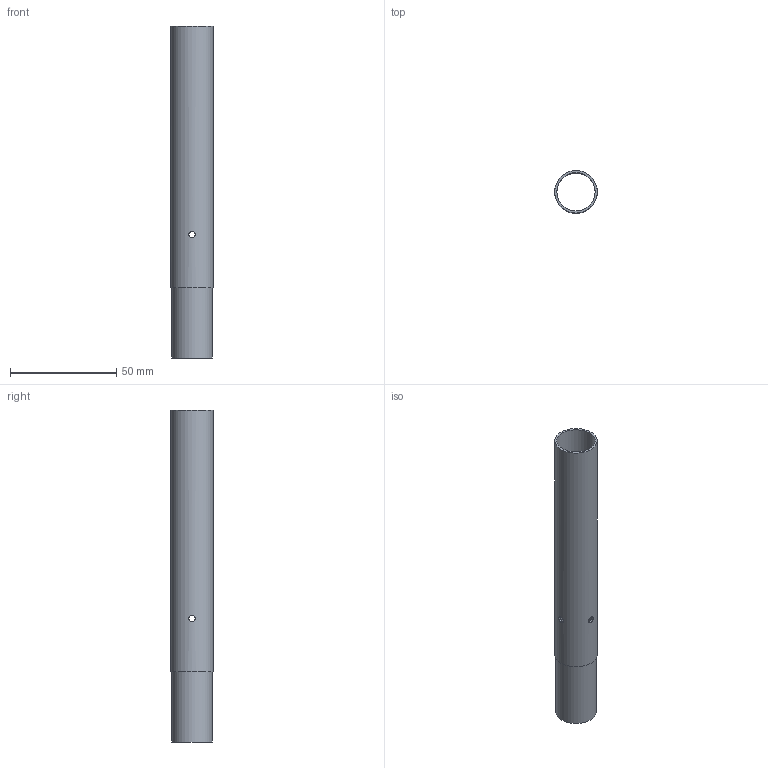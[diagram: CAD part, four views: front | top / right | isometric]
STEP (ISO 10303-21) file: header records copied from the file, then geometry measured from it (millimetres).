
FILE_DESCRIPTION(/* description */ (''),/* implementation_level */ '2;1');
FILE_NAME(/* name */ 'Outter.step',/* time_stamp */ '2020-08-21T21:22:39+02:00',/* author */ (''),/* organization */ (''),/* preprocessor_version */ 'ST-DEVELOPER v18.1',/* originating_system */ 'Autodesk Translation Framework v9.3.0.1241',/* authorisation */ '');
FILE_SCHEMA (('AUTOMOTIVE_DESIGN { 1 0 10303 214 3 1 1 }'));
Length unit declared in the file: millimetre
Products named in the file (1): Outter
Bounding box: 20 x 20 x 156 mm (x, y, z)
Volume: 8174.3 mm3; surface area: 18609.9 mm2
Topology: 1 solids, 1 shells, 10 faces, 31 edges, 22 vertices
Faces by surface type: cylinder 7, plane 3
Full cylindrical faces by diameter (mm): 3 x4, 18 x1, 18.9 x1, 20 x1
Entity records: 653 total; most frequent: CARTESIAN_POINT 336, ORIENTED_EDGE 62, DIRECTION 43, EDGE_CURVE 31, VERTEX_POINT 22, EDGE_LOOP 19, AXIS2_PLACEMENT_3D 17, B_SPLINE_CURVE_WITH_KNOTS 16
